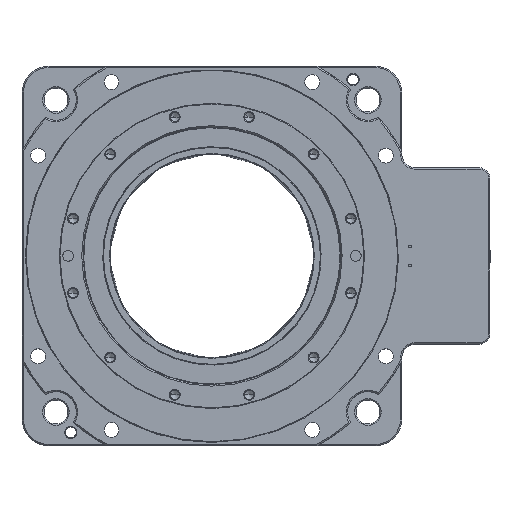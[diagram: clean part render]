
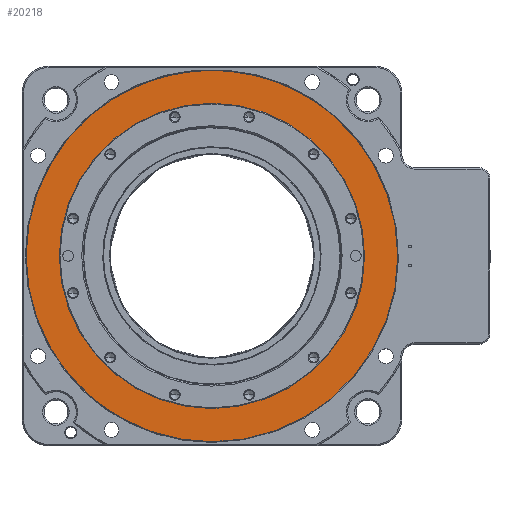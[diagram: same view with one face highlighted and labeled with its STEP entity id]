
A CAD part, top view. The second image highlights one B-rep face of the part: STEP entity #20218.
In plain terms, the highlighted planar face has unit normal (0, 0, 1).
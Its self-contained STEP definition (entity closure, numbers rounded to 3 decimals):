
#3669=FACE_BOUND('',#23655,.T.);
#3670=FACE_BOUND('',#23656,.T.);
#4464=PLANE('',#45436);
#20218=ADVANCED_FACE('',(#3669,#3670),#4464,.T.);
#23655=EDGE_LOOP('',(#28291,#28292));
#23656=EDGE_LOOP('',(#28293,#28294));
#28291=ORIENTED_EDGE('',*,*,#39713,.T.);
#28292=ORIENTED_EDGE('',*,*,#39714,.T.);
#28293=ORIENTED_EDGE('',*,*,#39708,.T.);
#28294=ORIENTED_EDGE('',*,*,#39715,.T.);
#35835=VERTEX_POINT('',#65941);
#35839=VERTEX_POINT('',#65948);
#35844=VERTEX_POINT('',#66080);
#35845=VERTEX_POINT('',#66081);
#39708=EDGE_CURVE('',#35835,#35839,#43133,.T.);
#39713=EDGE_CURVE('',#35844,#35845,#43134,.T.);
#39714=EDGE_CURVE('',#35845,#35844,#43135,.T.);
#39715=EDGE_CURVE('',#35839,#35835,#43136,.T.);
#43133=CIRCLE('',#45431,112.5);
#43134=CIRCLE('',#45433,137.);
#43135=CIRCLE('',#45434,137.);
#43136=CIRCLE('',#45435,112.5);
#45431=AXIS2_PLACEMENT_3D('',#65949,#50363,#50364);
#45433=AXIS2_PLACEMENT_3D('',#66079,#50367,#50368);
#45434=AXIS2_PLACEMENT_3D('',#66082,#50369,#50370);
#45435=AXIS2_PLACEMENT_3D('',#66083,#50371,#50372);
#45436=AXIS2_PLACEMENT_3D('',#66084,#50373,#50374);
#50363=DIRECTION('',(0.,0.,-1.));
#50364=DIRECTION('',(1.,0.,0.));
#50367=DIRECTION('',(0.,0.,1.));
#50368=DIRECTION('',(-1.,0.,0.));
#50369=DIRECTION('',(0.,0.,1.));
#50370=DIRECTION('',(1.,0.,0.));
#50371=DIRECTION('',(0.,0.,-1.));
#50372=DIRECTION('',(-1.,0.,0.));
#50373=DIRECTION('',(0.,0.,1.));
#50374=DIRECTION('',(-1.,0.,0.));
#65941=CARTESIAN_POINT('',(118.94,0.,-4.));
#65948=CARTESIAN_POINT('',(-106.06,0.,-4.));
#65949=CARTESIAN_POINT('',(6.44,0.,-4.));
#66079=CARTESIAN_POINT('',(6.44,0.,-4.));
#66080=CARTESIAN_POINT('',(-130.56,0.,-4.));
#66081=CARTESIAN_POINT('',(143.44,0.,-4.));
#66082=CARTESIAN_POINT('',(6.44,0.,-4.));
#66083=CARTESIAN_POINT('',(6.44,0.,-4.));
#66084=CARTESIAN_POINT('',(6.44,0.,-4.));
